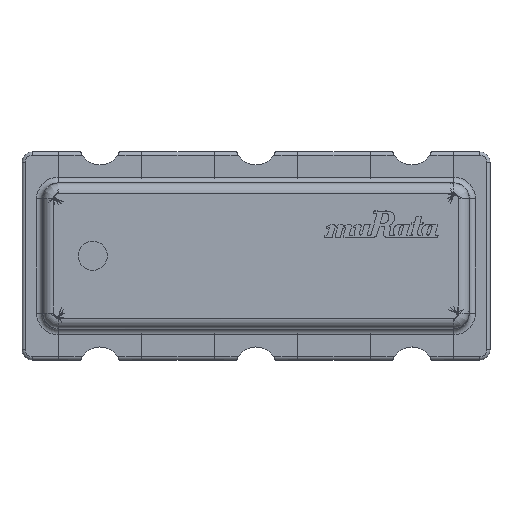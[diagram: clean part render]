
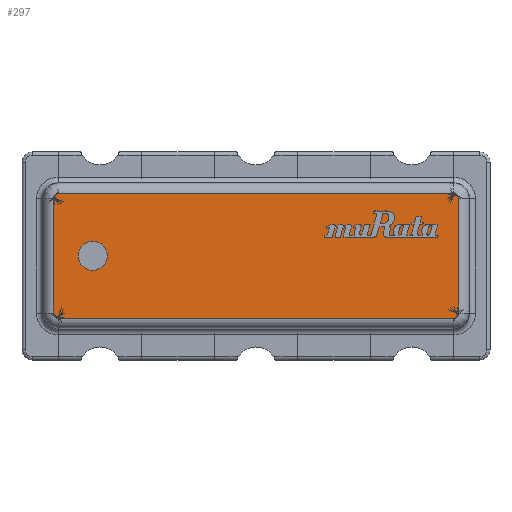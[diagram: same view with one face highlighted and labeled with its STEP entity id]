
A CAD part, top view. The second image highlights one B-rep face of the part: STEP entity #297.
In plain terms, the highlighted planar face has unit normal (0, 0, 1).
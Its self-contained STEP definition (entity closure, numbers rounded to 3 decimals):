
#95 = VERTEX_POINT('',#96);
#96 = CARTESIAN_POINT('',(-1.95,0.55,1.2));
#105 = VERTEX_POINT('',#106);
#106 = CARTESIAN_POINT('',(-1.95,-0.55,1.2));
#113 = EDGE_CURVE('',#95,#105,#114,.T.);
#114 = LINE('',#115,#116);
#115 = CARTESIAN_POINT('',(-1.95,0.55,1.2));
#116 = VECTOR('',#117,1.);
#117 = DIRECTION('',(0.,-1.,0.));
#212 = EDGE_CURVE('',#105,#213,#215,.T.);
#213 = VERTEX_POINT('',#214);
#214 = CARTESIAN_POINT('',(-1.9,-0.6,1.2));
#215 = CIRCLE('',#216,0.05);
#216 = AXIS2_PLACEMENT_3D('',#217,#218,#219);
#217 = CARTESIAN_POINT('',(-1.9,-0.55,1.2));
#218 = DIRECTION('',(0.,0.,1.));
#219 = DIRECTION('',(-1.,0.,0.));
#269 = VERTEX_POINT('',#270);
#270 = CARTESIAN_POINT('',(-1.9,0.6,1.2));
#277 = EDGE_CURVE('',#269,#95,#278,.T.);
#278 = CIRCLE('',#279,0.05);
#279 = AXIS2_PLACEMENT_3D('',#280,#281,#282);
#280 = CARTESIAN_POINT('',(-1.9,0.55,1.2));
#281 = DIRECTION('',(0.,0.,1.));
#282 = DIRECTION('',(0.,1.,0.));
#297 = ADVANCED_FACE('',(#298),#343,.T.);
#298 = FACE_BOUND('',#299,.T.);
#299 = EDGE_LOOP('',(#300,#308,#317,#325,#334,#340,#341,#342));
#300 = ORIENTED_EDGE('',*,*,#301,.T.);
#301 = EDGE_CURVE('',#213,#302,#304,.T.);
#302 = VERTEX_POINT('',#303);
#303 = CARTESIAN_POINT('',(1.9,-0.6,1.2));
#304 = LINE('',#305,#306);
#305 = CARTESIAN_POINT('',(-1.9,-0.6,1.2));
#306 = VECTOR('',#307,1.);
#307 = DIRECTION('',(1.,0.,0.));
#308 = ORIENTED_EDGE('',*,*,#309,.T.);
#309 = EDGE_CURVE('',#302,#310,#312,.T.);
#310 = VERTEX_POINT('',#311);
#311 = CARTESIAN_POINT('',(1.95,-0.55,1.2));
#312 = CIRCLE('',#313,0.05);
#313 = AXIS2_PLACEMENT_3D('',#314,#315,#316);
#314 = CARTESIAN_POINT('',(1.9,-0.55,1.2));
#315 = DIRECTION('',(0.,0.,1.));
#316 = DIRECTION('',(0.,-1.,0.));
#317 = ORIENTED_EDGE('',*,*,#318,.T.);
#318 = EDGE_CURVE('',#310,#319,#321,.T.);
#319 = VERTEX_POINT('',#320);
#320 = CARTESIAN_POINT('',(1.95,0.55,1.2));
#321 = LINE('',#322,#323);
#322 = CARTESIAN_POINT('',(1.95,-0.55,1.2));
#323 = VECTOR('',#324,1.);
#324 = DIRECTION('',(0.,1.,0.));
#325 = ORIENTED_EDGE('',*,*,#326,.T.);
#326 = EDGE_CURVE('',#319,#327,#329,.T.);
#327 = VERTEX_POINT('',#328);
#328 = CARTESIAN_POINT('',(1.9,0.6,1.2));
#329 = CIRCLE('',#330,0.05);
#330 = AXIS2_PLACEMENT_3D('',#331,#332,#333);
#331 = CARTESIAN_POINT('',(1.9,0.55,1.2));
#332 = DIRECTION('',(0.,0.,1.));
#333 = DIRECTION('',(1.,0.,0.));
#334 = ORIENTED_EDGE('',*,*,#335,.T.);
#335 = EDGE_CURVE('',#327,#269,#336,.T.);
#336 = LINE('',#337,#338);
#337 = CARTESIAN_POINT('',(1.9,0.6,1.2));
#338 = VECTOR('',#339,1.);
#339 = DIRECTION('',(-1.,0.,0.));
#340 = ORIENTED_EDGE('',*,*,#277,.T.);
#341 = ORIENTED_EDGE('',*,*,#113,.T.);
#342 = ORIENTED_EDGE('',*,*,#212,.T.);
#343 = PLANE('',#344);
#344 = AXIS2_PLACEMENT_3D('',#345,#346,#347);
#345 = CARTESIAN_POINT('',(-2.05,-0.7,1.2));
#346 = DIRECTION('',(0.,0.,1.));
#347 = DIRECTION('',(1.,0.,0.));
